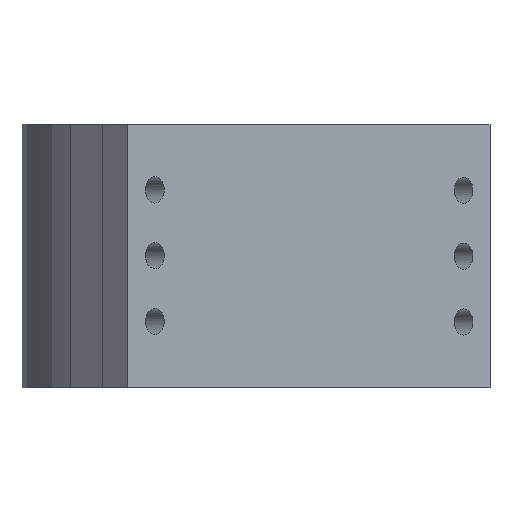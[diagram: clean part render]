
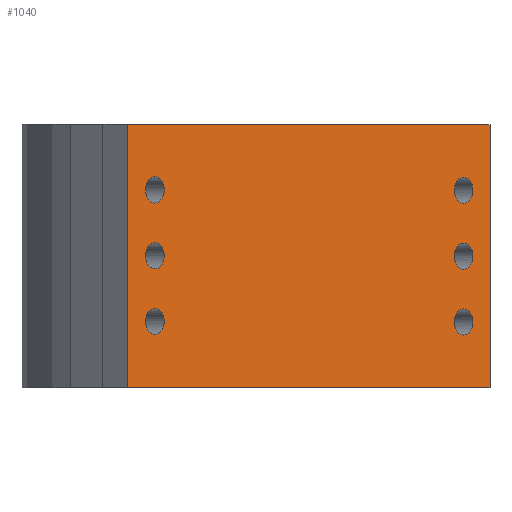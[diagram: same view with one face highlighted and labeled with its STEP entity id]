
A CAD part, top view. The second image highlights one B-rep face of the part: STEP entity #1040.
In plain terms, the highlighted planar face has unit normal (0.707, 0, 0.707).
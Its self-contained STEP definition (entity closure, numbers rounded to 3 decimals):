
#43=FACE_BOUND('',#345,.T.);
#44=FACE_BOUND('',#346,.T.);
#45=FACE_BOUND('',#347,.T.);
#46=FACE_BOUND('',#348,.T.);
#47=FACE_BOUND('',#349,.T.);
#48=FACE_BOUND('',#350,.T.);
#72=PLANE('',#1179);
#77=LINE('',#1528,#149);
#88=LINE('',#1567,#160);
#145=LINE('',#1844,#217);
#146=LINE('',#1846,#218);
#149=VECTOR('',#1207,10.);
#160=VECTOR('',#1238,10.);
#217=VECTOR('',#1495,10.);
#218=VECTOR('',#1498,10.);
#282=FACE_OUTER_BOUND('',#344,.T.);
#344=EDGE_LOOP('',(#954,#955,#956,#957));
#345=EDGE_LOOP('',(#958));
#346=EDGE_LOOP('',(#959));
#347=EDGE_LOOP('',(#960));
#348=EDGE_LOOP('',(#961));
#349=EDGE_LOOP('',(#962));
#350=EDGE_LOOP('',(#963));
#393=CIRCLE('',#1131,1.5);
#398=CIRCLE('',#1139,1.5);
#403=CIRCLE('',#1147,1.5);
#408=CIRCLE('',#1155,1.5);
#414=CIRCLE('',#1164,1.5);
#420=CIRCLE('',#1173,1.5);
#427=VERTEX_POINT('',#1526);
#428=VERTEX_POINT('',#1527);
#445=VERTEX_POINT('',#1564);
#446=VERTEX_POINT('',#1566);
#504=VERTEX_POINT('',#1758);
#508=VERTEX_POINT('',#1772);
#512=VERTEX_POINT('',#1786);
#516=VERTEX_POINT('',#1800);
#521=VERTEX_POINT('',#1816);
#526=VERTEX_POINT('',#1832);
#535=EDGE_CURVE('',#427,#428,#77,.T.);
#554=EDGE_CURVE('',#446,#445,#88,.T.);
#636=EDGE_CURVE('',#504,#504,#393,.T.);
#643=EDGE_CURVE('',#508,#508,#398,.T.);
#650=EDGE_CURVE('',#512,#512,#403,.T.);
#657=EDGE_CURVE('',#516,#516,#408,.T.);
#665=EDGE_CURVE('',#521,#521,#414,.T.);
#673=EDGE_CURVE('',#526,#526,#420,.T.);
#678=EDGE_CURVE('',#445,#428,#145,.T.);
#679=EDGE_CURVE('',#446,#427,#146,.T.);
#954=ORIENTED_EDGE('',*,*,#554,.T.);
#955=ORIENTED_EDGE('',*,*,#678,.T.);
#956=ORIENTED_EDGE('',*,*,#535,.F.);
#957=ORIENTED_EDGE('',*,*,#679,.F.);
#958=ORIENTED_EDGE('',*,*,#636,.T.);
#959=ORIENTED_EDGE('',*,*,#643,.T.);
#960=ORIENTED_EDGE('',*,*,#650,.T.);
#961=ORIENTED_EDGE('',*,*,#657,.T.);
#962=ORIENTED_EDGE('',*,*,#665,.T.);
#963=ORIENTED_EDGE('',*,*,#673,.T.);
#1040=ADVANCED_FACE('',(#282,#43,#44,#45,#46,#47,#48),#72,.T.);
#1131=AXIS2_PLACEMENT_3D('',#1760,#1385,#1386);
#1139=AXIS2_PLACEMENT_3D('',#1774,#1403,#1404);
#1147=AXIS2_PLACEMENT_3D('',#1788,#1421,#1422);
#1155=AXIS2_PLACEMENT_3D('',#1802,#1439,#1440);
#1164=AXIS2_PLACEMENT_3D('',#1818,#1459,#1460);
#1173=AXIS2_PLACEMENT_3D('',#1834,#1479,#1480);
#1179=AXIS2_PLACEMENT_3D('',#1845,#1496,#1497);
#1207=DIRECTION('',(0.707,0.,-0.707));
#1238=DIRECTION('',(0.707,0.,-0.707));
#1385=DIRECTION('center_axis',(-0.707,0.,
-0.707));
#1386=DIRECTION('ref_axis',(-0.707,0.,0.707));
#1403=DIRECTION('center_axis',(-0.707,0.,
-0.707));
#1404=DIRECTION('ref_axis',(-0.707,0.,0.707));
#1421=DIRECTION('center_axis',(-0.707,0.,
-0.707));
#1422=DIRECTION('ref_axis',(-0.707,0.,0.707));
#1439=DIRECTION('center_axis',(-0.707,0.,
-0.707));
#1440=DIRECTION('ref_axis',(-0.707,0.,0.707));
#1459=DIRECTION('center_axis',(-0.707,0.,
-0.707));
#1460=DIRECTION('ref_axis',(-0.707,0.,0.707));
#1479=DIRECTION('center_axis',(-0.707,0.,
-0.707));
#1480=DIRECTION('ref_axis',(-0.707,0.,0.707));
#1495=DIRECTION('',(0.,1.,0.));
#1496=DIRECTION('center_axis',(0.707,0.,
0.707));
#1497=DIRECTION('ref_axis',(0.707,0.,-0.707));
#1498=DIRECTION('',(0.,1.,0.));
#1526=CARTESIAN_POINT('',(-11.8,147.002,40.251));
#1527=CARTESIAN_POINT('',(29.495,147.002,-1.044));
#1528=CARTESIAN_POINT('',(-11.8,147.002,40.251));
#1564=CARTESIAN_POINT('',(29.495,117.002,-1.044));
#1566=CARTESIAN_POINT('',(-11.8,117.002,40.251));
#1567=CARTESIAN_POINT('',(-11.8,117.002,40.251));
#1758=CARTESIAN_POINT('',(27.55,132.002,0.9));
#1760=CARTESIAN_POINT('Origin',(26.49,132.002,1.961));
#1772=CARTESIAN_POINT('',(-7.648,124.502,36.098));
#1774=CARTESIAN_POINT('Origin',(-8.708,124.502,37.159));
#1786=CARTESIAN_POINT('',(-7.648,139.502,36.098));
#1788=CARTESIAN_POINT('Origin',(-8.708,139.502,37.159));
#1800=CARTESIAN_POINT('',(-7.648,132.002,36.098));
#1802=CARTESIAN_POINT('Origin',(-8.708,132.002,37.159));
#1816=CARTESIAN_POINT('',(27.55,124.502,0.9));
#1818=CARTESIAN_POINT('Origin',(26.49,124.502,1.961));
#1832=CARTESIAN_POINT('',(27.55,139.502,0.9));
#1834=CARTESIAN_POINT('Origin',(26.49,139.502,1.961));
#1844=CARTESIAN_POINT('',(29.495,117.002,-1.044));
#1845=CARTESIAN_POINT('Origin',(-11.8,117.002,40.251));
#1846=CARTESIAN_POINT('',(-11.8,117.002,40.251));
